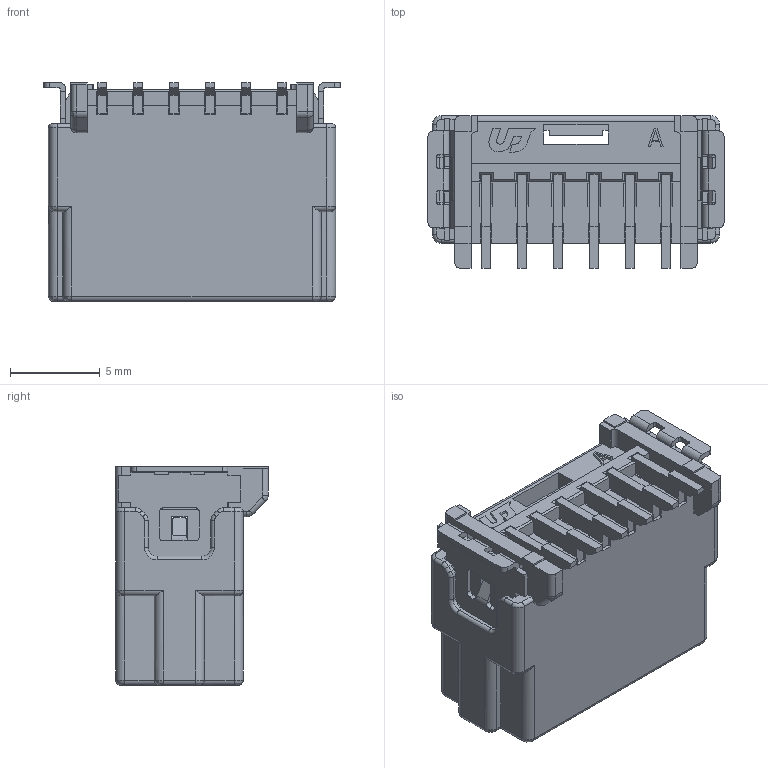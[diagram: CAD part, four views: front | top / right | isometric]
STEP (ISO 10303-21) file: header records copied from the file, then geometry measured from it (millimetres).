
FILE_DESCRIPTION((''),'2;1');
FILE_NAME('6M_HDR_HSG_VTC_R03','2016-08-05T',('Personal'),(''),'PRO/ENGINEER BY PARAMETRIC TECHNOLOGY CORPORATION, 2011080','PRO/ENGINEER BY PARAMETRIC TECHNOLOGY CORPORATION, 2011080','');
FILE_SCHEMA(('CONFIG_CONTROL_DESIGN'));
Length unit declared in the file: millimetre
Products named in the file (1): 6M_HDR_HSG_VTC_R03
Bounding box: 16.5 x 8.5 x 12.2 mm (x, y, z)
Volume: 551.6 mm3; surface area: 1529.2 mm2
Topology: 1 solids, 13 shells, 1125 faces, 3103 edges, 1982 vertices
Faces by surface type: plane 798, cylinder 275, cone 20, bspline 16, torus 16
Entity records: 35838 total; most frequent: CARTESIAN_POINT 7101, ORIENTED_EDGE 6198, DIRECTION 5663, EDGE_CURVE 3099, VECTOR 2493, LINE 2493, VERTEX_POINT 1982, AXIS2_PLACEMENT_3D 1585
